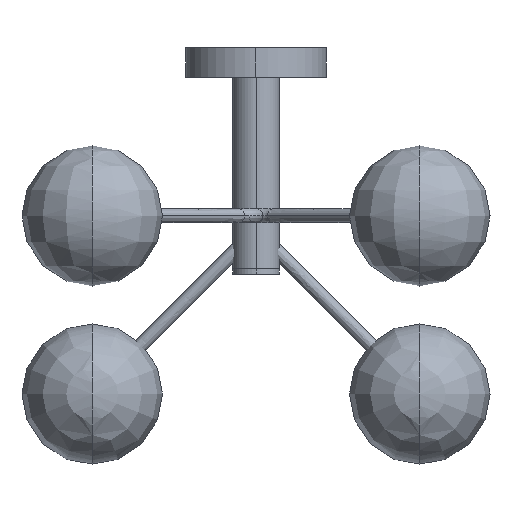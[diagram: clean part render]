
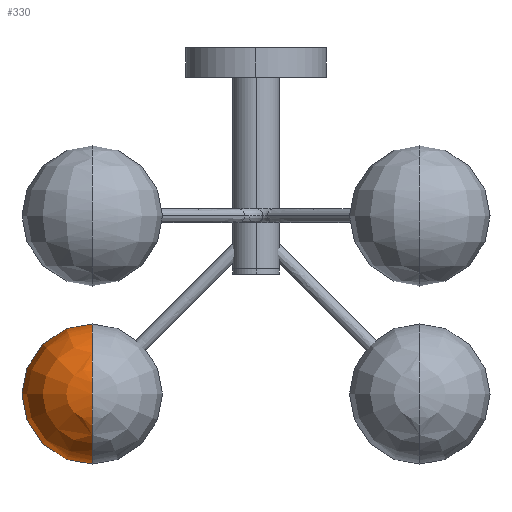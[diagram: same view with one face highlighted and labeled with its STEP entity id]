
A CAD part, left-side view. The second image highlights one B-rep face of the part: STEP entity #330.
In plain terms, the highlighted free-form (B-spline) face has degree [2, 2] with [5, 5] control points.
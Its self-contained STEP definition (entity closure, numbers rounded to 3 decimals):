
#330=ADVANCED_FACE('',(#391),#957,.T.);
#391=FACE_OUTER_BOUND('',#452,.T.);
#452=EDGE_LOOP('',(#539,#540));
#539=ORIENTED_EDGE('',*,*,#700,.T.);
#540=ORIENTED_EDGE('',*,*,#699,.F.);
#699=EDGE_CURVE('',#892,#893,#797,.T.);
#700=EDGE_CURVE('',#892,#893,#798,.T.);
#797=(
BOUNDED_CURVE()
B_SPLINE_CURVE(2,(#1346,#1347,#1348,#1349,#1350),.UNSPECIFIED.,.F.,.F.)
B_SPLINE_CURVE_WITH_KNOTS((3,2,3),(-94.248,0.,94.248),
 .UNSPECIFIED.)
CURVE()
GEOMETRIC_REPRESENTATION_ITEM()
RATIONAL_B_SPLINE_CURVE((1.,0.707,1.,0.707,1.))
REPRESENTATION_ITEM('')
);
#798=(
BOUNDED_CURVE()
B_SPLINE_CURVE(2,(#1351,#1352,#1353,#1354,#1355),.UNSPECIFIED.,.F.,.F.)
B_SPLINE_CURVE_WITH_KNOTS((3,2,3),(-94.248,0.,94.248),
 .UNSPECIFIED.)
CURVE()
GEOMETRIC_REPRESENTATION_ITEM()
RATIONAL_B_SPLINE_CURVE((1.,0.707,1.,0.707,1.))
REPRESENTATION_ITEM('')
);
#892=VERTEX_POINT('',#1344);
#893=VERTEX_POINT('',#1345);
#957=(
BOUNDED_SURFACE()
B_SPLINE_SURFACE(2,2,((#1319,#1320,#1321,#1322,#1323),(#1324,#1325,#1326,
#1327,#1328),(#1329,#1330,#1331,#1332,#1333),(#1334,#1335,#1336,#1337,#1338),
(#1339,#1340,#1341,#1342,#1343)),.UNSPECIFIED.,.F.,.F.,.F.)
B_SPLINE_SURFACE_WITH_KNOTS((3,2,3),(3,2,3),(-94.248,0.,94.248),
(188.496,282.743,376.991),.UNSPECIFIED.)
GEOMETRIC_REPRESENTATION_ITEM()
RATIONAL_B_SPLINE_SURFACE(((1.,0.707,1.,0.707,1.),
(0.707,0.5,0.707,0.5,0.707),(1.,0.707,
1.,0.707,1.),(0.707,0.5,0.707,0.5,0.707),
(1.,0.707,1.,0.707,1.)))
REPRESENTATION_ITEM('')
SURFACE()
);
#1319=CARTESIAN_POINT('',(-60.,140.,1311.699));
#1320=CARTESIAN_POINT('',(-60.,140.,1311.699));
#1321=CARTESIAN_POINT('',(-60.,140.,1311.699));
#1322=CARTESIAN_POINT('',(-60.,140.,1311.699));
#1323=CARTESIAN_POINT('',(-60.,140.,1311.699));
#1324=CARTESIAN_POINT('',(-60.,140.,1371.699));
#1325=CARTESIAN_POINT('',(-60.,200.,1371.699));
#1326=CARTESIAN_POINT('',(-60.,200.,1311.699));
#1327=CARTESIAN_POINT('',(-60.,200.,1251.699));
#1328=CARTESIAN_POINT('',(-60.,140.,1251.699));
#1329=CARTESIAN_POINT('',(0.,140.,1371.699));
#1330=CARTESIAN_POINT('',(0.,200.,1371.699));
#1331=CARTESIAN_POINT('',(0.,200.,1311.699));
#1332=CARTESIAN_POINT('',(0.,200.,1251.699));
#1333=CARTESIAN_POINT('',(0.,140.,1251.699));
#1334=CARTESIAN_POINT('',(60.,140.,1371.699));
#1335=CARTESIAN_POINT('',(60.,200.,1371.699));
#1336=CARTESIAN_POINT('',(60.,200.,1311.699));
#1337=CARTESIAN_POINT('',(60.,200.,1251.699));
#1338=CARTESIAN_POINT('',(60.,140.,1251.699));
#1339=CARTESIAN_POINT('',(60.,140.,1311.699));
#1340=CARTESIAN_POINT('',(60.,140.,1311.699));
#1341=CARTESIAN_POINT('',(60.,140.,1311.699));
#1342=CARTESIAN_POINT('',(60.,140.,1311.699));
#1343=CARTESIAN_POINT('',(60.,140.,1311.699));
#1344=CARTESIAN_POINT('',(-60.,140.,1311.699));
#1345=CARTESIAN_POINT('',(60.,140.,1311.699));
#1346=CARTESIAN_POINT('',(-60.,140.,1311.699));
#1347=CARTESIAN_POINT('',(-60.,140.,1251.699));
#1348=CARTESIAN_POINT('',(0.,140.,1251.699));
#1349=CARTESIAN_POINT('',(60.,140.,1251.699));
#1350=CARTESIAN_POINT('',(60.,140.,1311.699));
#1351=CARTESIAN_POINT('',(-60.,140.,1311.699));
#1352=CARTESIAN_POINT('',(-60.,140.,1371.699));
#1353=CARTESIAN_POINT('',(0.,140.,1371.699));
#1354=CARTESIAN_POINT('',(60.,140.,1371.699));
#1355=CARTESIAN_POINT('',(60.,140.,1311.699));
